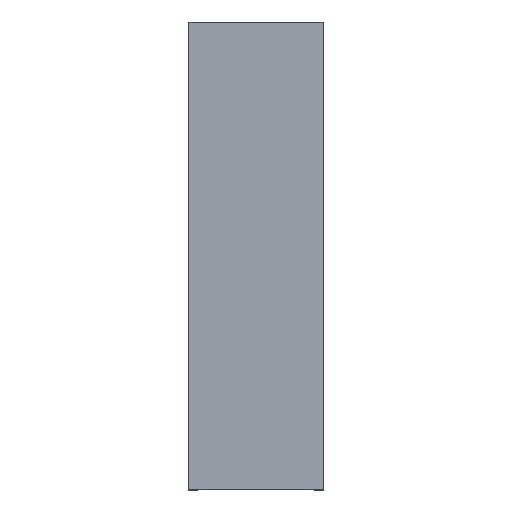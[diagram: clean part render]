
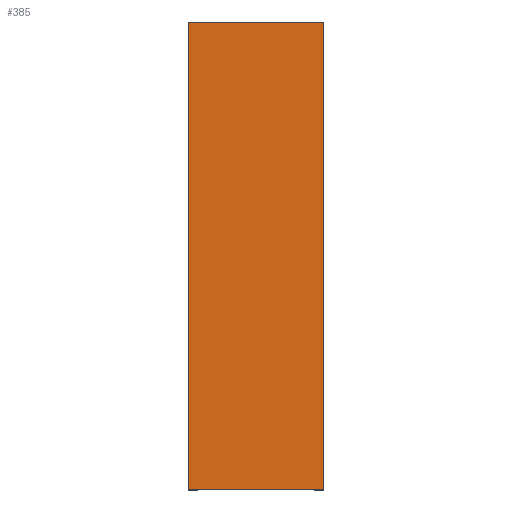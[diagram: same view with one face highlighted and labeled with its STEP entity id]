
A CAD part, top view. The second image highlights one B-rep face of the part: STEP entity #385.
In plain terms, the highlighted planar face has unit normal (0, 0, 1).
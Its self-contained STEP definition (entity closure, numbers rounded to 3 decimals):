
#51=FACE_OUTER_BOUND('',#73,.T.);
#73=EDGE_LOOP('',(#328,#329,#330,#331));
#101=LINE('',#582,#149);
#121=LINE('',#621,#169);
#122=LINE('',#623,#170);
#123=LINE('',#624,#171);
#149=VECTOR('',#478,10.);
#169=VECTOR('',#510,10.);
#170=VECTOR('',#513,10.);
#171=VECTOR('',#514,10.);
#188=VERTEX_POINT('',#578);
#190=VERTEX_POINT('',#581);
#202=VERTEX_POINT('',#617);
#203=VERTEX_POINT('',#619);
#229=EDGE_CURVE('',#188,#190,#101,.T.);
#249=EDGE_CURVE('',#202,#203,#121,.T.);
#250=EDGE_CURVE('',#188,#202,#122,.T.);
#251=EDGE_CURVE('',#190,#203,#123,.T.);
#328=ORIENTED_EDGE('',*,*,#250,.T.);
#329=ORIENTED_EDGE('',*,*,#249,.T.);
#330=ORIENTED_EDGE('',*,*,#251,.F.);
#331=ORIENTED_EDGE('',*,*,#229,.F.);
#365=PLANE('',#421);
#385=ADVANCED_FACE('',(#51),#365,.T.);
#421=AXIS2_PLACEMENT_3D('',#622,#511,#512);
#478=DIRECTION('',(0.,1.,0.));
#510=DIRECTION('',(0.,1.,0.));
#511=DIRECTION('center_axis',(0.,0.,1.));
#512=DIRECTION('ref_axis',(1.,0.,0.));
#513=DIRECTION('',(1.,0.,0.));
#514=DIRECTION('',(1.,0.,0.));
#578=CARTESIAN_POINT('',(-25.,0.,50.));
#581=CARTESIAN_POINT('',(-25.,200.,50.));
#582=CARTESIAN_POINT('',(-25.,0.,50.));
#617=CARTESIAN_POINT('',(33.,0.,50.));
#619=CARTESIAN_POINT('',(33.,200.,50.));
#621=CARTESIAN_POINT('',(33.,0.,50.));
#622=CARTESIAN_POINT('Origin',(-25.,0.,50.));
#623=CARTESIAN_POINT('',(-21.,0.,50.));
#624=CARTESIAN_POINT('',(-21.,200.,50.));
